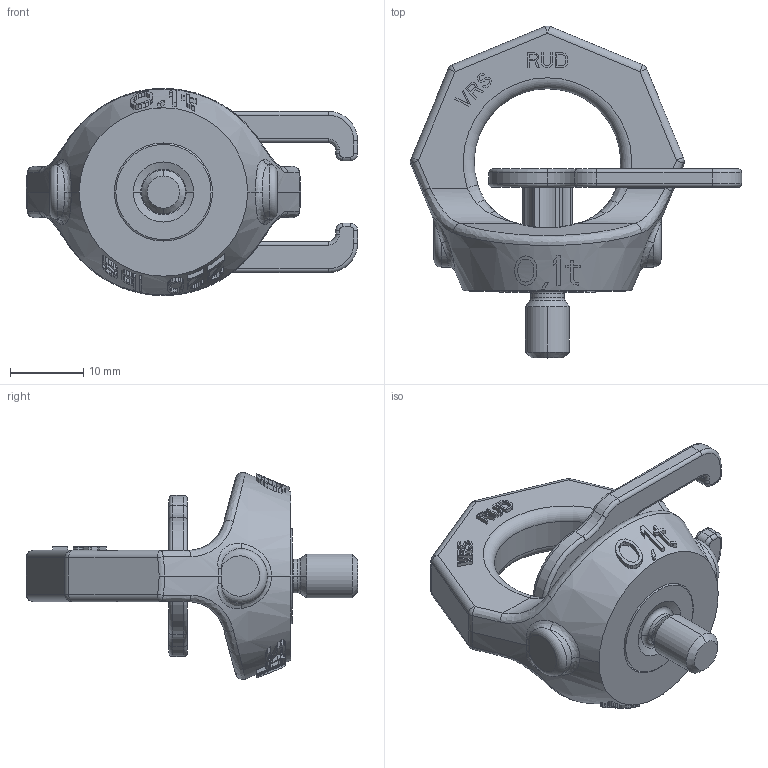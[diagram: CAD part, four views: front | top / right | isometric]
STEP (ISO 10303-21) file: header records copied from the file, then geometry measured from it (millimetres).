
FILE_DESCRIPTION((''),'2;1');
FILE_NAME('001-M35303-P-2_ASM','2016-01-13T',('Andreas.Wendler'),(''),'PRO/ENGINEER BY PARAMETRIC TECHNOLOGY CORPORATION, 2010140','PRO/ENGINEER BY PARAMETRIC TECHNOLOGY CORPORATION, 2010140','');
FILE_SCHEMA(('CONFIG_CONTROL_DESIGN'));
Length unit declared in the file: millimetre
Products named in the file (4): 001-M35303-P-1; 001-M32577-P-2; 001-M31135-P-3; 001-M35303-P-2_ASM
Assembly tree (3 placements, depth 2):
  001-M35303-P-2_ASM
    001-M35303-P-1
    001-M32577-P-2
    001-M31135-P-3
Bounding box: 45.21 x 45.31 x 28.28 mm (x, y, z)
Volume: 9484.1 mm3; surface area: 5990.6 mm2
Topology: 3 solids, 3 shells, 760 faces, 2043 edges, 1314 vertices
Faces by surface type: plane 560, cylinder 81, bspline 44, torus 36, cone 25, sphere 14
Entity records: 25731 total; most frequent: CARTESIAN_POINT 7626, ORIENTED_EDGE 4086, DIRECTION 3256, EDGE_CURVE 2043, VERTEX_POINT 1314, VECTOR 1170, LINE 1170, AXIS2_PLACEMENT_3D 1043
